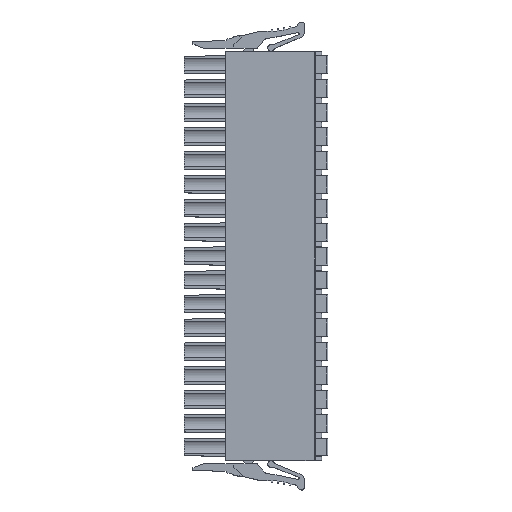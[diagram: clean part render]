
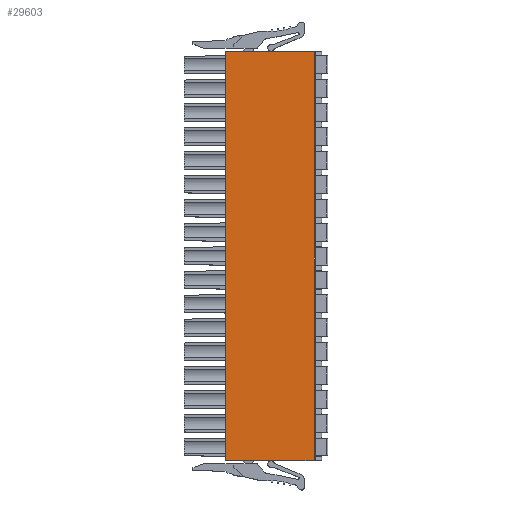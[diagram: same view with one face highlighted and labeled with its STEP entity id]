
A CAD part, top view. The second image highlights one B-rep face of the part: STEP entity #29603.
In plain terms, the highlighted planar face has unit normal (0, 0, 1).
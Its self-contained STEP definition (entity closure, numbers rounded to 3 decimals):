
#6943=DIRECTION('',(0.,1.,0.));
#6944=VECTOR('',#6943,65.16);
#6945=CARTESIAN_POINT('',(7.475,-22.265,3.4));
#6946=LINE('',#6945,#6944);
#6951=DIRECTION('',(0.,1.,0.));
#6952=VECTOR('',#6951,65.16);
#6953=CARTESIAN_POINT('',(-6.625,-22.265,
3.4));
#6954=LINE('',#6953,#6952);
#9664=DIRECTION('',(-1.,0.,0.));
#9665=VECTOR('',#9664,14.1);
#9666=CARTESIAN_POINT('',(7.475,42.895,3.4));
#9667=LINE('',#9666,#9665);
#10920=DIRECTION('',(1.,0.,0.));
#10921=VECTOR('',#10920,14.1);
#10922=CARTESIAN_POINT('',(-6.625,-22.265,
3.4));
#10923=LINE('',#10922,#10921);
#16198=CARTESIAN_POINT('',(-6.625,-22.265,
3.4));
#16199=VERTEX_POINT('',#16198);
#16226=CARTESIAN_POINT('',(7.475,-22.265,
3.4));
#16227=VERTEX_POINT('',#16226);
#20027=CARTESIAN_POINT('',(-6.625,42.895,
3.4));
#20028=VERTEX_POINT('',#20027);
#20029=CARTESIAN_POINT('',(7.475,42.895,3.4));
#20030=VERTEX_POINT('',#20029);
#29589=CARTESIAN_POINT('',(4.299,-14.645,3.4));
#29590=DIRECTION('',(0.,0.,1.));
#29591=DIRECTION('',(-1.,0.,0.));
#29592=AXIS2_PLACEMENT_3D('',#29589,#29590,#29591);
#29593=PLANE('',#29592);
#29595=ORIENTED_EDGE('',*,*,#29594,.T.);
#29597=ORIENTED_EDGE('',*,*,#29596,.F.);
#29598=ORIENTED_EDGE('',*,*,#29579,.F.);
#29600=ORIENTED_EDGE('',*,*,#29599,.F.);
#29601=EDGE_LOOP('',(#29595,#29597,#29598,#29600));
#29602=FACE_OUTER_BOUND('',#29601,.F.);
#29579=EDGE_CURVE('',#16227,#20030,#6946,.T.);
#29594=EDGE_CURVE('',#16199,#20028,#6954,.T.);
#29596=EDGE_CURVE('',#20030,#20028,#9667,.T.);
#29599=EDGE_CURVE('',#16199,#16227,#10923,.T.);
#29603=ADVANCED_FACE('',(#29602),#29593,.T.);
